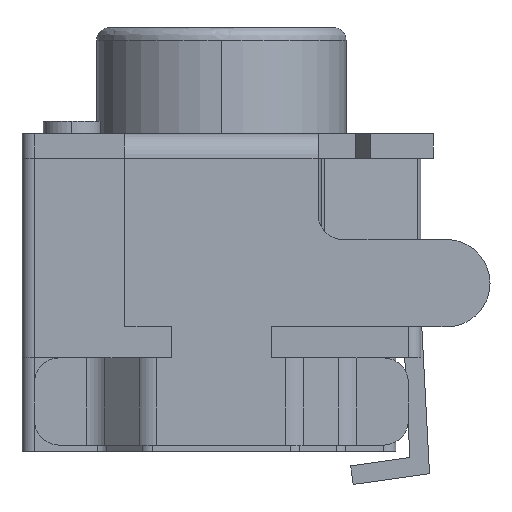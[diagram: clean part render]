
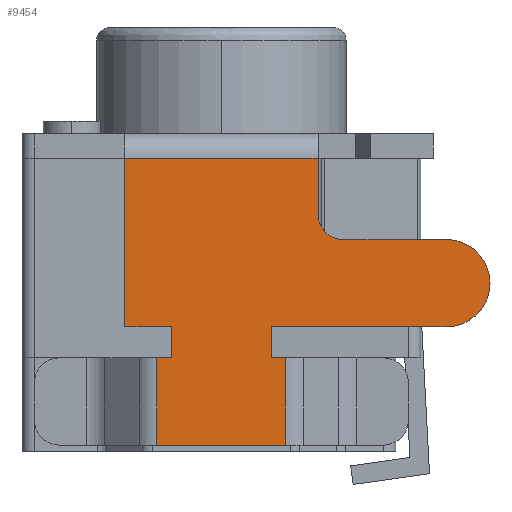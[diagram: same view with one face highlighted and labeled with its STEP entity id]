
A CAD part, left-side view. The second image highlights one B-rep face of the part: STEP entity #9454.
In plain terms, the highlighted face is planar.
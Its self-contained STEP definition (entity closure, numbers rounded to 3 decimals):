
#2 = DIRECTION ( 'NONE',  ( 0., -1., 0. ) ) ;
#3 = ORIENTED_EDGE ( 'NONE', *, *, #9315, .T. ) ;
#35 = CARTESIAN_POINT ( 'NONE',  ( 2.25, -0.517, 0.05 ) ) ;
#51 = VECTOR ( 'NONE', #1397, 1000. ) ;
#69 = VERTEX_POINT ( 'NONE', #5036 ) ;
#218 = VECTOR ( 'NONE', #8880, 1000. ) ;
#242 = VERTEX_POINT ( 'NONE', #4450 ) ;
#262 = LINE ( 'NONE', #2572, #8129 ) ;
#286 = LINE ( 'NONE', #8145, #6307 ) ;
#296 = DIRECTION ( 'NONE',  ( 1., 0., 0. ) ) ;
#341 = VECTOR ( 'NONE', #2559, 1000. ) ;
#396 = CIRCLE ( 'NONE', #532, 0.351 ) ;
#405 = EDGE_CURVE ( 'NONE', #69, #4961, #9238, .T. ) ;
#420 = ORIENTED_EDGE ( 'NONE', *, *, #4104, .T. ) ;
#432 = CARTESIAN_POINT ( 'NONE',  ( 2.25, 2.155, 1.349 ) ) ;
#532 = AXIS2_PLACEMENT_3D ( 'NONE', #4829, #8750, #989 ) ;
#542 = LINE ( 'NONE', #743, #909 ) ;
#580 = LINE ( 'NONE', #8043, #218 ) ;
#663 = CARTESIAN_POINT ( 'NONE',  ( 2.25, -0.4, 1. ) ) ;
#680 = LINE ( 'NONE', #6106, #51 ) ;
#738 = CARTESIAN_POINT ( 'NONE',  ( 2.25, 0.975, 1.9 ) ) ;
#743 = CARTESIAN_POINT ( 'NONE',  ( 2.25, 0.517, 2.35 ) ) ;
#801 = DIRECTION ( 'NONE',  ( 0., 0., -1. ) ) ;
#859 = VERTEX_POINT ( 'NONE', #35 ) ;
#909 = VECTOR ( 'NONE', #7900, 1000. ) ;
#923 = EDGE_CURVE ( 'NONE', #2801, #8116, #9229, .T. ) ;
#989 = DIRECTION ( 'NONE',  ( 0., 1., 0. ) ) ;
#1122 = DIRECTION ( 'NONE',  ( 0., 1., 0. ) ) ;
#1142 = AXIS2_PLACEMENT_3D ( 'NONE', #738, #1521, #2 ) ;
#1200 = VERTEX_POINT ( 'NONE', #7347 ) ;
#1218 = CARTESIAN_POINT ( 'NONE',  ( 2.25, 0.775, 2.35 ) ) ;
#1293 = EDGE_LOOP ( 'NONE', ( #4393, #9746, #7564, #6295, #1778, #6477, #4743, #420, #9213, #9011, #9178, #8348, #8482, #3, #2510, #5990 ) ) ;
#1397 = DIRECTION ( 'NONE',  ( 0., -1., 0. ) ) ;
#1412 = EDGE_CURVE ( 'NONE', #6125, #9675, #6977, .T. ) ;
#1521 = DIRECTION ( 'NONE',  ( -1., 0., 0. ) ) ;
#1559 = AXIS2_PLACEMENT_3D ( 'NONE', #10142, #5439, #7037 ) ;
#1778 = ORIENTED_EDGE ( 'NONE', *, *, #1800, .T. ) ;
#1781 = EDGE_CURVE ( 'NONE', #69, #1920, #5724, .T. ) ;
#1800 = EDGE_CURVE ( 'NONE', #1920, #2801, #8977, .T. ) ;
#1920 = VERTEX_POINT ( 'NONE', #8620 ) ;
#1945 = EDGE_CURVE ( 'NONE', #9675, #5074, #8966, .T. ) ;
#2114 = CARTESIAN_POINT ( 'NONE',  ( 2.25, 0.975, 1.7 ) ) ;
#2213 = EDGE_CURVE ( 'NONE', #4961, #5074, #2820, .T. ) ;
#2318 = VECTOR ( 'NONE', #3601, 1000. ) ;
#2510 = ORIENTED_EDGE ( 'NONE', *, *, #5745, .T. ) ;
#2559 = DIRECTION ( 'NONE',  ( 0., -1., 0. ) ) ;
#2572 = CARTESIAN_POINT ( 'NONE',  ( 2.25, 0.4, 2.35 ) ) ;
#2688 = CARTESIAN_POINT ( 'NONE',  ( 2.25, 0.775, 2.35 ) ) ;
#2712 = CARTESIAN_POINT ( 'NONE',  ( 2.25, -0.517, 2.35 ) ) ;
#2749 = CARTESIAN_POINT ( 'NONE',  ( 2.25, -0.517, 0.75 ) ) ;
#2801 = VERTEX_POINT ( 'NONE', #663 ) ;
#2820 = LINE ( 'NONE', #1218, #2318 ) ;
#2930 = EDGE_CURVE ( 'NONE', #8116, #6023, #580, .T. ) ;
#2968 = DIRECTION ( 'NONE',  ( 0., 0., -1. ) ) ;
#3601 = DIRECTION ( 'NONE',  ( 0., 0., -1. ) ) ;
#3675 = VECTOR ( 'NONE', #2968, 1000. ) ;
#3858 = CARTESIAN_POINT ( 'NONE',  ( 2.25, 0.775, 1. ) ) ;
#3866 = EDGE_CURVE ( 'NONE', #242, #4241, #680, .T. ) ;
#3977 = EDGE_CURVE ( 'NONE', #1200, #9760, #6829, .T. ) ;
#4104 = EDGE_CURVE ( 'NONE', #6023, #859, #4723, .T. ) ;
#4181 = VERTEX_POINT ( 'NONE', #432 ) ;
#4241 = VERTEX_POINT ( 'NONE', #6528 ) ;
#4393 = ORIENTED_EDGE ( 'NONE', *, *, #1945, .T. ) ;
#4450 = CARTESIAN_POINT ( 'NONE',  ( 2.25, 0.517, 0.75 ) ) ;
#4723 = LINE ( 'NONE', #2712, #7056 ) ;
#4743 = ORIENTED_EDGE ( 'NONE', *, *, #2930, .T. ) ;
#4786 = VECTOR ( 'NONE', #10038, 1000. ) ;
#4829 = CARTESIAN_POINT ( 'NONE',  ( 2.25, 1.804, 1.349 ) ) ;
#4928 = PLANE ( 'NONE',  #6311 ) ;
#4961 = VERTEX_POINT ( 'NONE', #5381 ) ;
#4993 = DIRECTION ( 'NONE',  ( 0., 1., 0. ) ) ;
#5036 = CARTESIAN_POINT ( 'NONE',  ( 2.25, -0.775, 2.35 ) ) ;
#5074 = VERTEX_POINT ( 'NONE', #9380 ) ;
#5381 = CARTESIAN_POINT ( 'NONE',  ( 2.25, 0.775, 2.35 ) ) ;
#5412 = CARTESIAN_POINT ( 'NONE',  ( 2.25, 0.517, 0.05 ) ) ;
#5439 = DIRECTION ( 'NONE',  ( 1., 0., 0. ) ) ;
#5501 = DIRECTION ( 'NONE',  ( 0., 1., 0. ) ) ;
#5724 = LINE ( 'NONE', #8411, #3675 ) ;
#5745 = EDGE_CURVE ( 'NONE', #4181, #6125, #6073, .T. ) ;
#5774 = VERTEX_POINT ( 'NONE', #5412 ) ;
#5930 = CARTESIAN_POINT ( 'NONE',  ( 2.25, 1.804, 1.7 ) ) ;
#5990 = ORIENTED_EDGE ( 'NONE', *, *, #1412, .T. ) ;
#6023 = VERTEX_POINT ( 'NONE', #2749 ) ;
#6073 = CIRCLE ( 'NONE', #1559, 0.351 ) ;
#6106 = CARTESIAN_POINT ( 'NONE',  ( 2.25, 0.775, 0.75 ) ) ;
#6125 = VERTEX_POINT ( 'NONE', #5930 ) ;
#6199 = DIRECTION ( 'NONE',  ( 0., 1., 0. ) ) ;
#6295 = ORIENTED_EDGE ( 'NONE', *, *, #1781, .T. ) ;
#6307 = VECTOR ( 'NONE', #5501, 1000. ) ;
#6311 = AXIS2_PLACEMENT_3D ( 'NONE', #2688, #296, #1122 ) ;
#6469 = DIRECTION ( 'NONE',  ( 0., 0., 1. ) ) ;
#6477 = ORIENTED_EDGE ( 'NONE', *, *, #923, .T. ) ;
#6528 = CARTESIAN_POINT ( 'NONE',  ( 2.25, 0.4, 0.75 ) ) ;
#6755 = EDGE_CURVE ( 'NONE', #4241, #1200, #262, .T. ) ;
#6829 = LINE ( 'NONE', #3858, #8925 ) ;
#6969 = CARTESIAN_POINT ( 'NONE',  ( 2.25, 1.761, 1. ) ) ;
#6977 = LINE ( 'NONE', #7174, #341 ) ;
#7037 = DIRECTION ( 'NONE',  ( 0., 1., 0. ) ) ;
#7056 = VECTOR ( 'NONE', #8199, 1000. ) ;
#7174 = CARTESIAN_POINT ( 'NONE',  ( 2.25, 0.775, 1.7 ) ) ;
#7347 = CARTESIAN_POINT ( 'NONE',  ( 2.25, 0.4, 1. ) ) ;
#7362 = CARTESIAN_POINT ( 'NONE',  ( 2.25, 0.503, 2.35 ) ) ;
#7564 = ORIENTED_EDGE ( 'NONE', *, *, #405, .F. ) ;
#7900 = DIRECTION ( 'NONE',  ( 0., 0., 1. ) ) ;
#8043 = CARTESIAN_POINT ( 'NONE',  ( 2.25, 0.775, 0.75 ) ) ;
#8101 = VECTOR ( 'NONE', #4993, 1000. ) ;
#8116 = VERTEX_POINT ( 'NONE', #9336 ) ;
#8129 = VECTOR ( 'NONE', #6469, 1000. ) ;
#8145 = CARTESIAN_POINT ( 'NONE',  ( 2.25, 0.775, 0.05 ) ) ;
#8199 = DIRECTION ( 'NONE',  ( 0., 0., -1. ) ) ;
#8213 = VECTOR ( 'NONE', #801, 1000. ) ;
#8348 = ORIENTED_EDGE ( 'NONE', *, *, #6755, .T. ) ;
#8411 = CARTESIAN_POINT ( 'NONE',  ( 2.25, -0.775, 2.35 ) ) ;
#8482 = ORIENTED_EDGE ( 'NONE', *, *, #3977, .T. ) ;
#8502 = EDGE_CURVE ( 'NONE', #859, #5774, #286, .T. ) ;
#8575 = EDGE_CURVE ( 'NONE', #5774, #242, #542, .T. ) ;
#8620 = CARTESIAN_POINT ( 'NONE',  ( 2.25, -0.775, 1. ) ) ;
#8750 = DIRECTION ( 'NONE',  ( 1., 0., 0. ) ) ;
#8880 = DIRECTION ( 'NONE',  ( 0., -1., 0. ) ) ;
#8925 = VECTOR ( 'NONE', #6199, 1000. ) ;
#8966 = CIRCLE ( 'NONE', #1142, 0.2 ) ;
#8977 = LINE ( 'NONE', #9199, #4786 ) ;
#9011 = ORIENTED_EDGE ( 'NONE', *, *, #8575, .T. ) ;
#9147 = FACE_OUTER_BOUND ( 'NONE', #1293, .T. ) ;
#9178 = ORIENTED_EDGE ( 'NONE', *, *, #3866, .T. ) ;
#9199 = CARTESIAN_POINT ( 'NONE',  ( 2.25, 0.775, 1. ) ) ;
#9213 = ORIENTED_EDGE ( 'NONE', *, *, #8502, .T. ) ;
#9229 = LINE ( 'NONE', #9526, #8213 ) ;
#9238 = LINE ( 'NONE', #7362, #8101 ) ;
#9315 = EDGE_CURVE ( 'NONE', #9760, #4181, #396, .T. ) ;
#9336 = CARTESIAN_POINT ( 'NONE',  ( 2.25, -0.4, 0.75 ) ) ;
#9380 = CARTESIAN_POINT ( 'NONE',  ( 2.25, 0.775, 1.9 ) ) ;
#9454 = ADVANCED_FACE ( 'NONE', ( #9147 ), #4928, .T. ) ;
#9526 = CARTESIAN_POINT ( 'NONE',  ( 2.25, -0.4, 2.35 ) ) ;
#9675 = VERTEX_POINT ( 'NONE', #2114 ) ;
#9746 = ORIENTED_EDGE ( 'NONE', *, *, #2213, .F. ) ;
#9760 = VERTEX_POINT ( 'NONE', #6969 ) ;
#10038 = DIRECTION ( 'NONE',  ( 0., 1., 0. ) ) ;
#10142 = CARTESIAN_POINT ( 'NONE',  ( 2.25, 1.804, 1.349 ) ) ;
